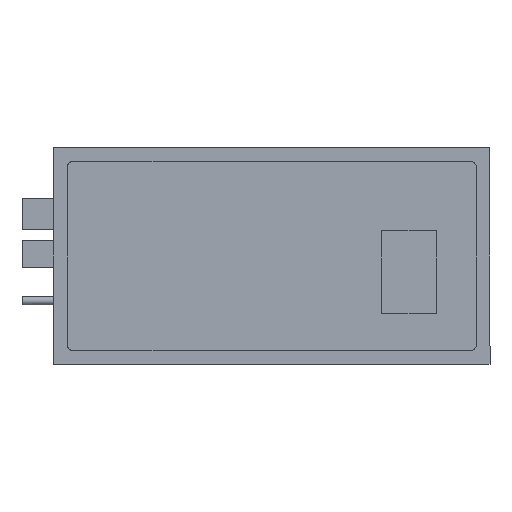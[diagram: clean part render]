
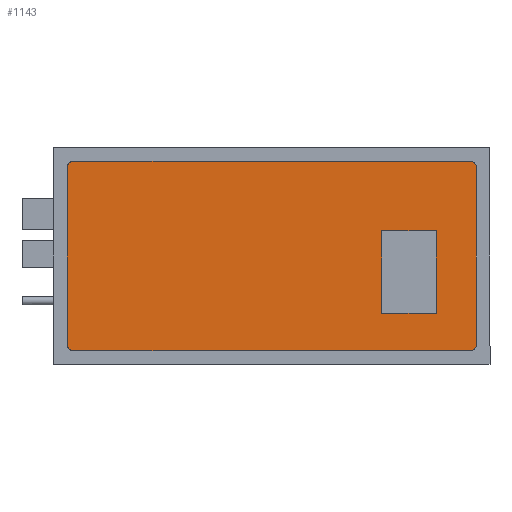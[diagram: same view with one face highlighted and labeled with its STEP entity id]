
A CAD part, front view. The second image highlights one B-rep face of the part: STEP entity #1143.
In plain terms, the highlighted planar face has unit normal (0, -1, 0).
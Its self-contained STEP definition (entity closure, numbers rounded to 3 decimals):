
#104=CIRCLE('',#1277,2.);
#105=CIRCLE('',#1278,2.);
#106=CIRCLE('',#1279,2.);
#107=CIRCLE('',#1280,2.);
#164=FACE_OUTER_BOUND('',#230,.T.);
#230=EDGE_LOOP('',(#1005,#1006,#1007,#1008,#1009,#1010,#1011,#1012));
#329=LINE('',#1971,#432);
#330=LINE('',#1975,#433);
#331=LINE('',#1979,#434);
#332=LINE('',#1983,#435);
#432=VECTOR('',#1605,10.);
#433=VECTOR('',#1608,10.);
#434=VECTOR('',#1611,10.);
#435=VECTOR('',#1614,10.);
#542=VERTEX_POINT('',#1969);
#543=VERTEX_POINT('',#1970);
#544=VERTEX_POINT('',#1972);
#545=VERTEX_POINT('',#1974);
#546=VERTEX_POINT('',#1976);
#547=VERTEX_POINT('',#1978);
#548=VERTEX_POINT('',#1980);
#549=VERTEX_POINT('',#1982);
#703=EDGE_CURVE('',#542,#543,#329,.T.);
#704=EDGE_CURVE('',#544,#542,#104,.T.);
#705=EDGE_CURVE('',#545,#544,#330,.T.);
#706=EDGE_CURVE('',#546,#545,#105,.T.);
#707=EDGE_CURVE('',#547,#546,#331,.T.);
#708=EDGE_CURVE('',#548,#547,#106,.T.);
#709=EDGE_CURVE('',#549,#548,#332,.T.);
#710=EDGE_CURVE('',#543,#549,#107,.T.);
#1005=ORIENTED_EDGE('',*,*,#703,.T.);
#1006=ORIENTED_EDGE('',*,*,#710,.T.);
#1007=ORIENTED_EDGE('',*,*,#709,.T.);
#1008=ORIENTED_EDGE('',*,*,#708,.T.);
#1009=ORIENTED_EDGE('',*,*,#707,.T.);
#1010=ORIENTED_EDGE('',*,*,#706,.T.);
#1011=ORIENTED_EDGE('',*,*,#705,.T.);
#1012=ORIENTED_EDGE('',*,*,#704,.T.);
#1080=PLANE('',#1281);
#1143=ADVANCED_FACE('',(#164),#1080,.T.);
#1277=AXIS2_PLACEMENT_3D('',#1973,#1606,#1607);
#1278=AXIS2_PLACEMENT_3D('',#1977,#1609,#1610);
#1279=AXIS2_PLACEMENT_3D('',#1981,#1612,#1613);
#1280=AXIS2_PLACEMENT_3D('',#1984,#1615,#1616);
#1281=AXIS2_PLACEMENT_3D('',#1985,#1617,#1618);
#1605=DIRECTION('',(0.,0.,1.));
#1606=DIRECTION('center_axis',(0.,-1.,0.));
#1607=DIRECTION('ref_axis',(0.707,0.,-0.707));
#1608=DIRECTION('',(1.,0.,0.));
#1609=DIRECTION('center_axis',(0.,-1.,0.));
#1610=DIRECTION('ref_axis',(-0.707,0.,-0.707));
#1611=DIRECTION('',(0.,0.,-1.));
#1612=DIRECTION('center_axis',(0.,-1.,0.));
#1613=DIRECTION('ref_axis',(-0.707,0.,0.707));
#1614=DIRECTION('',(-1.,0.,0.));
#1615=DIRECTION('center_axis',(0.,-1.,0.));
#1616=DIRECTION('ref_axis',(0.707,0.,0.707));
#1617=DIRECTION('center_axis',(0.,-1.,0.));
#1618=DIRECTION('ref_axis',(0.,0.,
-1.));
#1969=CARTESIAN_POINT('',(85.509,-1.719,-25.648));
#1970=CARTESIAN_POINT('',(85.509,-1.719,39.352));
#1971=CARTESIAN_POINT('',(85.509,-1.719,-11.898));
#1972=CARTESIAN_POINT('',(83.509,-1.719,-27.648));
#1973=CARTESIAN_POINT('Origin',(83.509,-1.719,-25.648));
#1974=CARTESIAN_POINT('',(-61.491,-1.719,-27.648));
#1975=CARTESIAN_POINT('',(-27.741,-1.719,-27.648));
#1976=CARTESIAN_POINT('',(-63.491,-1.719,-25.648));
#1977=CARTESIAN_POINT('Origin',(-61.491,-1.719,-25.648));
#1978=CARTESIAN_POINT('',(-63.491,-1.719,39.352));
#1979=CARTESIAN_POINT('',(-63.491,-1.719,25.602));
#1980=CARTESIAN_POINT('',(-61.491,-1.719,41.352));
#1981=CARTESIAN_POINT('Origin',(-61.491,-1.719,39.352));
#1982=CARTESIAN_POINT('',(83.509,-1.719,41.352));
#1983=CARTESIAN_POINT('',(49.759,-1.719,41.352));
#1984=CARTESIAN_POINT('Origin',(83.509,-1.719,39.352));
#1985=CARTESIAN_POINT('Origin',(11.009,-1.719,6.852));
